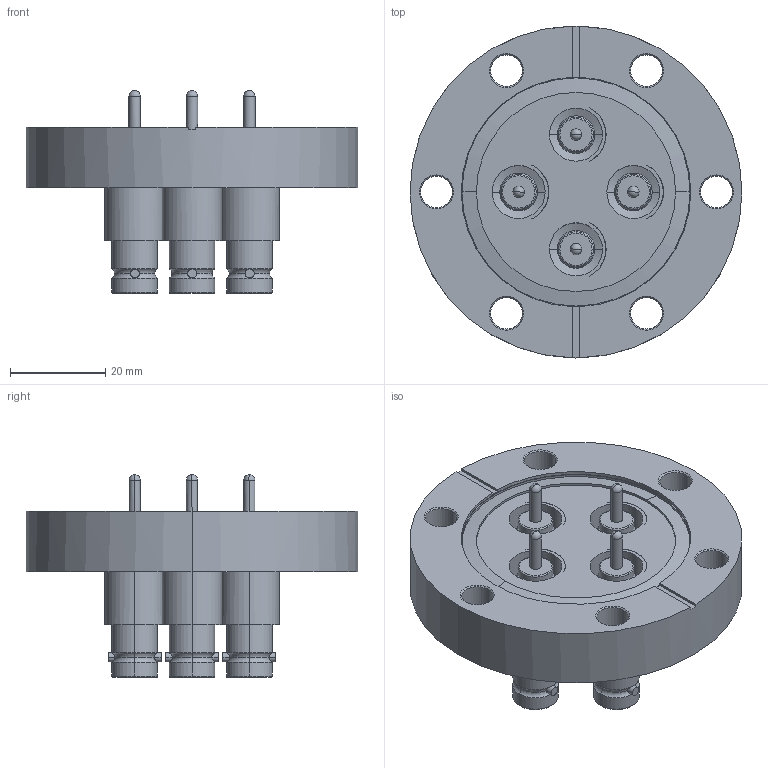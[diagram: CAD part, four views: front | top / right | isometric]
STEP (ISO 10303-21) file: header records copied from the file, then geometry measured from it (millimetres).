
FILE_DESCRIPTION (( 'STEP AP203' ), '1' );
FILE_NAME ('A0296-1-CF.STEP', '2013-05-10T14:26:08', ( '' ), ( '' ), 'SwSTEP 2.0', 'SolidWorks 2012', '' );
FILE_SCHEMA (( 'CONFIG_CONTROL_DESIGN' ));
Length unit declared in the file: inch
Products named in the file (1): A0296-1-CF
Bounding box: 69.85 x 69.85 x 42.67 mm (x, y, z)
Volume: 46687.8 mm3; surface area: 27789.6 mm2
Topology: 1 solids, 1 shells, 469 faces, 1094 edges, 672 vertices
Faces by surface type: cylinder 232, plane 99, cone 66, torus 64, sphere 8
Entity records: 14719 total; most frequent: CARTESIAN_POINT 3492, DIRECTION 2638, ORIENTED_EDGE 2156, AXIS2_PLACEMENT_3D 1130, EDGE_CURVE 1078, VERTEX_POINT 664, CIRCLE 660, EDGE_LOOP 542
